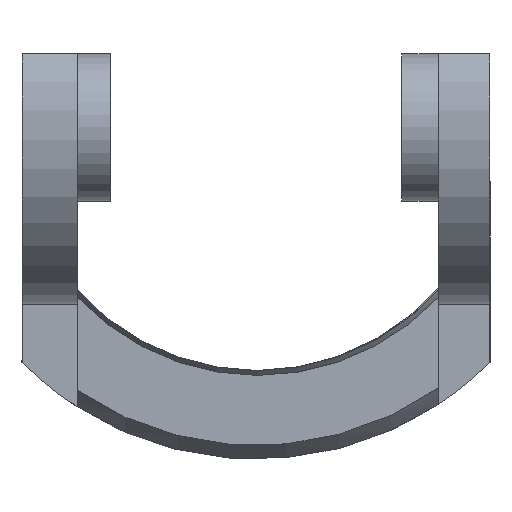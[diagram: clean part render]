
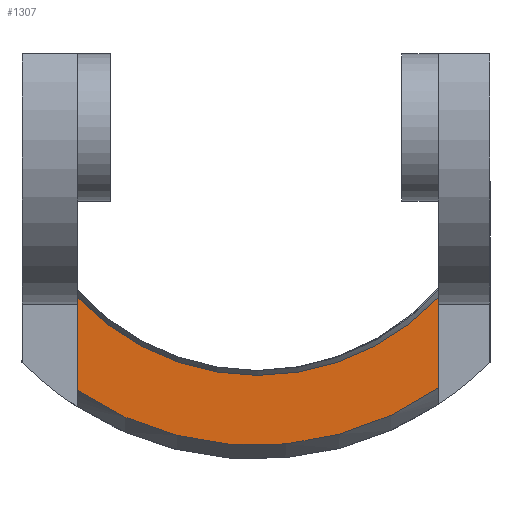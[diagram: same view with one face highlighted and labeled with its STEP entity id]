
A CAD part, front view. The second image highlights one B-rep face of the part: STEP entity #1307.
In plain terms, the highlighted planar face has unit normal (0, -1, 0).
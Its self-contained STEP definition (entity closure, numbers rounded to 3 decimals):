
#187=FACE_OUTER_BOUND('',#278,.T.);
#278=EDGE_LOOP('',(#1007,#1008,#1009,#1010));
#464=CIRCLE('',#1405,33.64);
#471=CIRCLE('',#1416,43.129);
#564=LINE('',#2097,#617);
#565=LINE('',#2100,#618);
#617=VECTOR('',#1658,10.);
#618=VECTOR('',#1661,10.);
#688=VERTEX_POINT('',#2067);
#690=VERTEX_POINT('',#2070);
#698=VERTEX_POINT('',#2096);
#699=VERTEX_POINT('',#2098);
#823=EDGE_CURVE('',#690,#688,#464,.T.);
#837=EDGE_CURVE('',#688,#698,#564,.T.);
#838=EDGE_CURVE('',#699,#698,#471,.T.);
#839=EDGE_CURVE('',#699,#690,#565,.T.);
#1007=ORIENTED_EDGE('',*,*,#823,.T.);
#1008=ORIENTED_EDGE('',*,*,#837,.T.);
#1009=ORIENTED_EDGE('',*,*,#838,.F.);
#1010=ORIENTED_EDGE('',*,*,#839,.T.);
#1281=PLANE('',#1415);
#1307=ADVANCED_FACE('',(#187),#1281,.F.);
#1405=AXIS2_PLACEMENT_3D('',#2071,#1629,#1630);
#1415=AXIS2_PLACEMENT_3D('',#2095,#1656,#1657);
#1416=AXIS2_PLACEMENT_3D('',#2099,#1659,#1660);
#1629=DIRECTION('center_axis',(0.,1.,0.));
#1630=DIRECTION('ref_axis',(0.,0.,1.));
#1656=DIRECTION('center_axis',(0.,1.,0.));
#1657=DIRECTION('ref_axis',(1.,0.,0.));
#1658=DIRECTION('',(0.,0.,-1.));
#1659=DIRECTION('center_axis',(0.,1.,0.));
#1660=DIRECTION('ref_axis',(0.,0.,-1.));
#1661=DIRECTION('',(0.,0.,1.));
#2067=CARTESIAN_POINT('',(-24.519,-29.131,-45.032));
#2070=CARTESIAN_POINT('',(24.519,-29.131,-45.032));
#2071=CARTESIAN_POINT('Origin',(0.,-29.131,
-22.));
#2095=CARTESIAN_POINT('Origin',(-27.519,-29.131,-22.));
#2096=CARTESIAN_POINT('',(-24.519,-29.131,-57.653));
#2097=CARTESIAN_POINT('',(-24.519,-29.131,-38.707));
#2098=CARTESIAN_POINT('',(24.519,-29.131,-57.307));
#2099=CARTESIAN_POINT('Origin',(-0.25,-29.131,-22.));
#2100=CARTESIAN_POINT('',(24.519,-29.131,-38.5));
